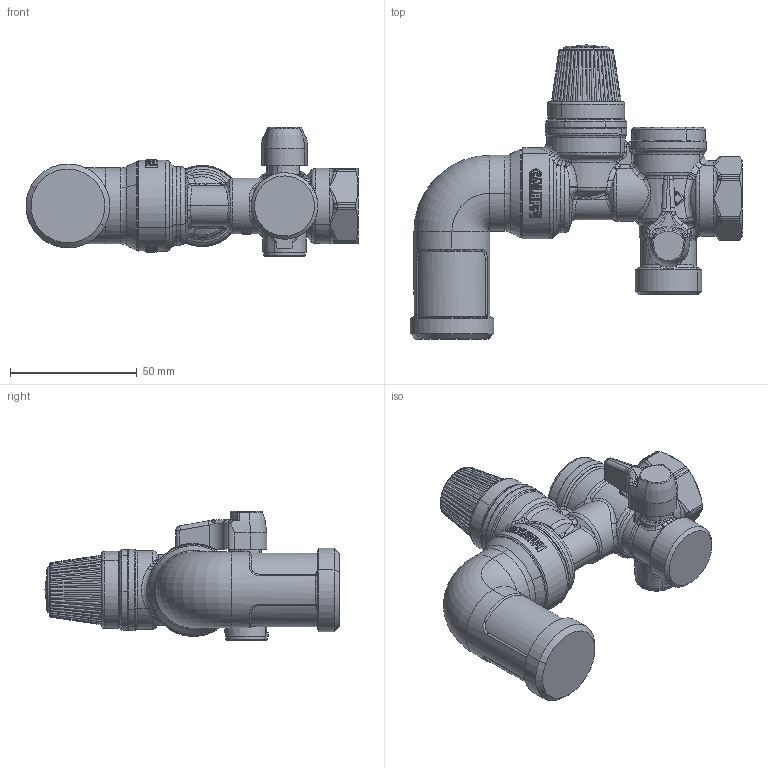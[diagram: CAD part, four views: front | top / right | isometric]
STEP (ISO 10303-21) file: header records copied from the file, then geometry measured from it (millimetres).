
FILE_DESCRIPTION(('CATIA V5 STEP Exchange','CAx-IF Rec.Pracs.--- Model Styling and Organization---1.4--- 2014-01-23','CAx-IF Rec.Pracs.---3D Tessellated Data Validation Properties---0.5---2014-09-14'),'2;1');
FILE_NAME('STEP_526151_-_TST.stp','2021-03-10T16:29:31+00:00',('none'),('none'),'CATIA Version 5-6 Release 2019 SP3','CATIA V5 STEP AP242 v1','none');
FILE_SCHEMA(('AP242_MANAGED_MODEL_BASED_3D_ENGINEERING_MIM_LF {1 0 10303 442 1 1 4}'));
Length unit declared in the file: millimetre
Products named in the file (1): 526151 - TST
Bounding box: 131.05 x 116.1 x 51 mm (x, y, z)
Volume: 103.6 mm3; surface area: 28184.2 mm2
Topology: 1 solids, 2 shells, 2026 faces, 4887 edges, 2657 vertices
Faces by surface type: bspline 1092, cylinder 282, sphere 188, torus 161, plane 128, cone 119, extrusion 55, revolution 1
Entity records: 119064 total; most frequent: CARTESIAN_POINT 84788, ORIENTED_EDGE 9310, EDGE_CURVE 4655, B_SPLINE_CURVE_WITH_KNOTS 3162, DIRECTION 2825, VERTEX_POINT 2655, EDGE_LOOP 2046, ADVANCED_FACE 2025
